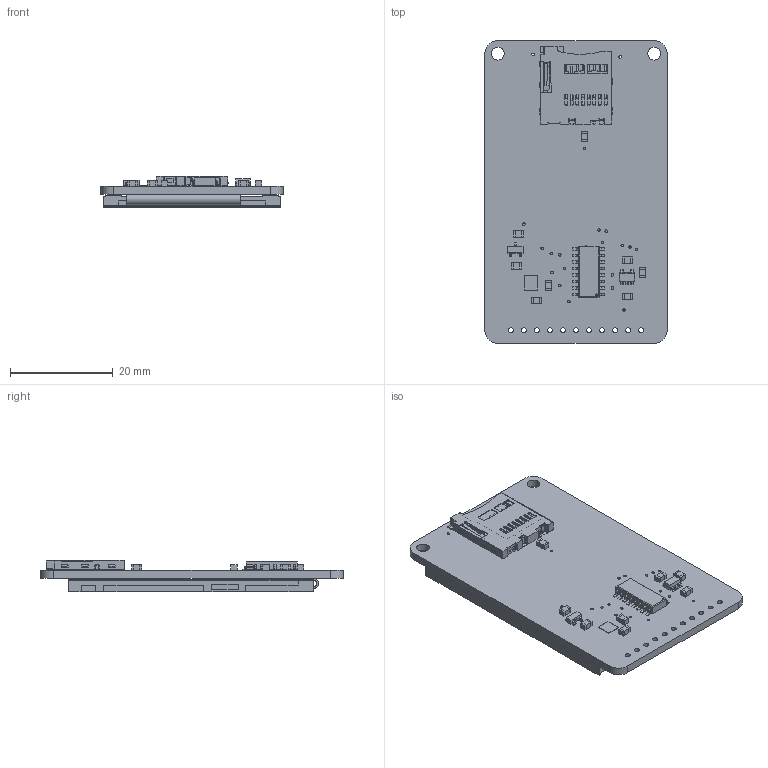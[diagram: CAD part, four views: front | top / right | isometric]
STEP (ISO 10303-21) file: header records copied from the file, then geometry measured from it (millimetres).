
FILE_DESCRIPTION(/* description */ (''),/* implementation_level */ '2;1');
FILE_NAME(/* name */ 'PCB Component.step',/* time_stamp */ '2022-07-28T13:22:39-04:00',/* author */ (''),/* organization */ (''),/* preprocessor_version */ 'ST-DEVELOPER v19',/* originating_system */ 'Autodesk Translation Framework v11.7.0.108',/* authorisation */ '');
FILE_SCHEMA (('AUTOMOTIVE_DESIGN { 1 0 10303 214 3 1 1 }'));
Length unit declared in the file: millimetre
Products named in the file (9): PCB Component; Board; 10K; AP2112K-3.3; 74HC4050D; MICROSD; BSS138; DISP_LCD_GENERIC_SPI_2.0IN_240X320; APX803-SAG
Assembly tree (15 placements, depth 2):
  PCB Component
    Board
    10K  x8
    AP2112K-3.3
    74HC4050D
    MICROSD
    BSS138
    DISP_LCD_GENERIC_SPI_2.0IN_240X320
    APX803-SAG
Bounding box: 35.56 x 59.05 x 6.08 mm (x, y, z)
Volume: 7026.7 mm3; surface area: 10599.4 mm2
Topology: 15 solids, 15 shells, 1353 faces, 3744 edges, 2473 vertices
Faces by surface type: plane 1030, cylinder 320, bspline 3
Full cylindrical faces by diameter (mm): 0.3 x1, 0.5 x24, 1 x11, 2.5 x2
Entity records: 41871 total; most frequent: CARTESIAN_POINT 7155, ORIENTED_EDGE 6984, DIRECTION 6681, EDGE_CURVE 3492, LINE 2843, VECTOR 2843, VERTEX_POINT 2305, AXIS2_PLACEMENT_3D 1919
